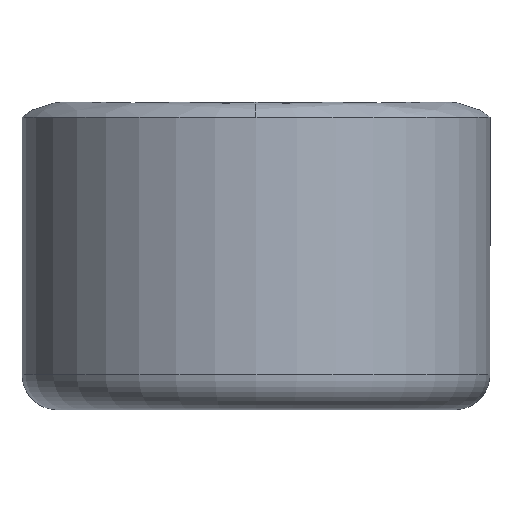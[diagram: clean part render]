
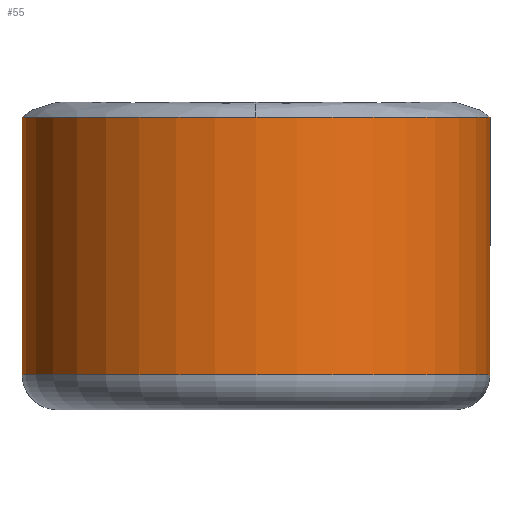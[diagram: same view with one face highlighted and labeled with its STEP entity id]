
A CAD part, front view. The second image highlights one B-rep face of the part: STEP entity #55.
In plain terms, the highlighted cylindrical face has radius 20 mm (diameter 40 mm), a partial arc.
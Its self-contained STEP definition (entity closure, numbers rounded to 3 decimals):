
#19 = CIRCLE ( 'NONE', #448, 20. ) ;
#34 = DIRECTION ( 'NONE',  ( 0., 0., 1. ) ) ;
#39 = ORIENTED_EDGE ( 'NONE', *, *, #260, .F. ) ;
#55 = ADVANCED_FACE ( 'NONE', ( #185 ), #394, .T. ) ;
#71 = VERTEX_POINT ( 'NONE', #368 ) ;
#73 = ORIENTED_EDGE ( 'NONE', *, *, #122, .T. ) ;
#84 = EDGE_CURVE ( 'NONE', #187, #71, #19, .T. ) ;
#114 = LINE ( 'NONE', #293, #232 ) ;
#121 = DIRECTION ( 'NONE',  ( 0., 0., 1. ) ) ;
#122 = EDGE_CURVE ( 'NONE', #275, #71, #114, .T. ) ;
#157 = CARTESIAN_POINT ( 'NONE',  ( 20., 0., 93. ) ) ;
#160 = CARTESIAN_POINT ( 'NONE',  ( 0., 0., 115. ) ) ;
#166 = LINE ( 'NONE', #258, #350 ) ;
#167 = DIRECTION ( 'NONE',  ( 0., 0., 1. ) ) ;
#185 = FACE_OUTER_BOUND ( 'NONE', #196, .T. ) ;
#187 = VERTEX_POINT ( 'NONE', #290 ) ;
#194 = AXIS2_PLACEMENT_3D ( 'NONE', #379, #428, #481 ) ;
#196 = EDGE_LOOP ( 'NONE', ( #517, #446, #73, #386, #39 ) ) ;
#200 = CARTESIAN_POINT ( 'NONE',  ( 0., 0., 218.326 ) ) ;
#212 = AXIS2_PLACEMENT_3D ( 'NONE', #200, #167, #474 ) ;
#224 = VERTEX_POINT ( 'NONE', #403 ) ;
#232 = VECTOR ( 'NONE', #34, 1000. ) ;
#258 = CARTESIAN_POINT ( 'NONE',  ( -20., 0., 218.326 ) ) ;
#260 = EDGE_CURVE ( 'NONE', #224, #187, #308, .T. ) ;
#275 = VERTEX_POINT ( 'NONE', #157 ) ;
#290 = CARTESIAN_POINT ( 'NONE',  ( 0., -20., 115. ) ) ;
#293 = CARTESIAN_POINT ( 'NONE',  ( 20., 0., 218.326 ) ) ;
#308 = CIRCLE ( 'NONE', #467, 20. ) ;
#314 = DIRECTION ( 'NONE',  ( 0., 0., 1. ) ) ;
#320 = VERTEX_POINT ( 'NONE', #476 ) ;
#327 = DIRECTION ( 'NONE',  ( 1., 0., 0. ) ) ;
#350 = VECTOR ( 'NONE', #314, 1000. ) ;
#356 = CARTESIAN_POINT ( 'NONE',  ( 0., 0., 115. ) ) ;
#361 = DIRECTION ( 'NONE',  ( 0., 0., 1. ) ) ;
#368 = CARTESIAN_POINT ( 'NONE',  ( 20., 0., 115. ) ) ;
#379 = CARTESIAN_POINT ( 'NONE',  ( 0., 0., 93. ) ) ;
#386 = ORIENTED_EDGE ( 'NONE', *, *, #84, .F. ) ;
#394 = CYLINDRICAL_SURFACE ( 'NONE', #212, 20. ) ;
#403 = CARTESIAN_POINT ( 'NONE',  ( -20., 0., 115. ) ) ;
#410 = DIRECTION ( 'NONE',  ( 1., 0., 0. ) ) ;
#421 = EDGE_CURVE ( 'NONE', #320, #275, #452, .T. ) ;
#428 = DIRECTION ( 'NONE',  ( 0., 0., 1. ) ) ;
#446 = ORIENTED_EDGE ( 'NONE', *, *, #421, .T. ) ;
#448 = AXIS2_PLACEMENT_3D ( 'NONE', #160, #121, #327 ) ;
#452 = CIRCLE ( 'NONE', #194, 20. ) ;
#467 = AXIS2_PLACEMENT_3D ( 'NONE', #356, #361, #410 ) ;
#474 = DIRECTION ( 'NONE',  ( 1., 0., 0. ) ) ;
#476 = CARTESIAN_POINT ( 'NONE',  ( -20., 0., 93. ) ) ;
#481 = DIRECTION ( 'NONE',  ( 1., 0., 0. ) ) ;
#517 = ORIENTED_EDGE ( 'NONE', *, *, #526, .F. ) ;
#526 = EDGE_CURVE ( 'NONE', #320, #224, #166, .T. ) ;
